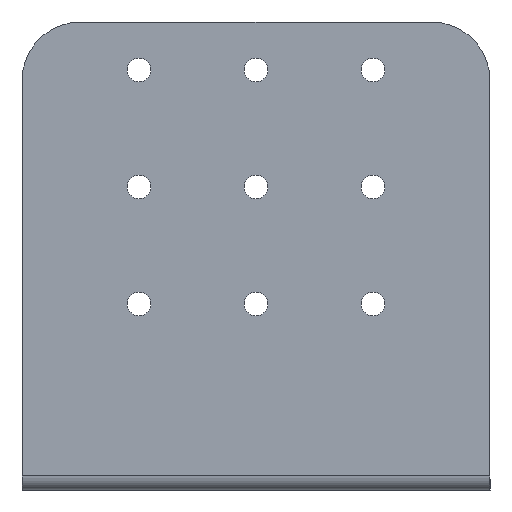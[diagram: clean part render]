
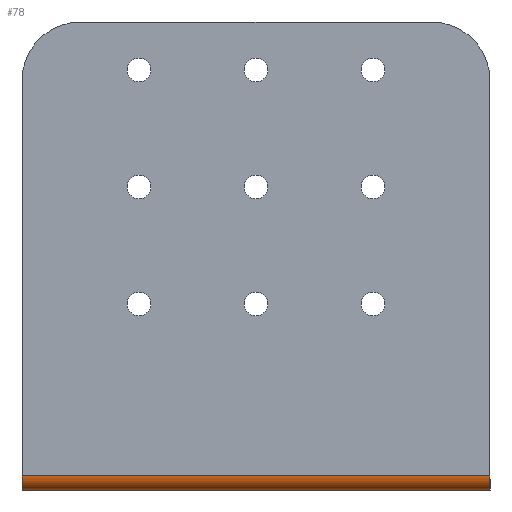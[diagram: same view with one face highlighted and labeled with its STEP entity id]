
A CAD part, left-side view. The second image highlights one B-rep face of the part: STEP entity #78.
In plain terms, the highlighted cylindrical face has radius 3.048 mm (diameter 6.096 mm), a partial arc.
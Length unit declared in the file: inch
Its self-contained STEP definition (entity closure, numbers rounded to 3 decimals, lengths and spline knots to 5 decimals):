
#38 = FACE_OUTER_BOUND ( 'NONE', #485, .T. ) ;
#78 = ADVANCED_FACE ( 'NONE', ( #38 ), #743, .T. ) ;
#82 = DIRECTION ( 'NONE',  ( 0., 1., 0. ) ) ;
#112 = VERTEX_POINT ( 'NONE', #1451 ) ;
#117 = CARTESIAN_POINT ( 'NONE',  ( 0.12, 0., -0.09 ) ) ;
#189 = DIRECTION ( 'NONE',  ( -1., 0., 0. ) ) ;
#191 = CARTESIAN_POINT ( 'NONE',  ( 0.12, 0., 0.03 ) ) ;
#195 = LINE ( 'NONE', #619, #1763 ) ;
#205 = VECTOR ( 'NONE', #1076, 39.37008 ) ;
#247 = EDGE_CURVE ( 'NONE', #1588, #970, #505, .T. ) ;
#302 = DIRECTION ( 'NONE',  ( 0., -1., 0. ) ) ;
#365 = DIRECTION ( 'NONE',  ( 0., 1., 0. ) ) ;
#392 = CARTESIAN_POINT ( 'NONE',  ( 0., 4., 0.03 ) ) ;
#400 = VERTEX_POINT ( 'NONE', #392 ) ;
#451 = ORIENTED_EDGE ( 'NONE', *, *, #247, .F. ) ;
#485 = EDGE_LOOP ( 'NONE', ( #451, #1165, #1859, #1691 ) ) ;
#505 = LINE ( 'NONE', #1091, #205 ) ;
#567 = CIRCLE ( 'NONE', #1641, 0.12 ) ;
#619 = CARTESIAN_POINT ( 'NONE',  ( 0., 4., 0.03 ) ) ;
#687 = AXIS2_PLACEMENT_3D ( 'NONE', #191, #302, #896 ) ;
#743 = CYLINDRICAL_SURFACE ( 'NONE', #779, 0.12 ) ;
#779 = AXIS2_PLACEMENT_3D ( 'NONE', #1169, #862, #189 ) ;
#862 = DIRECTION ( 'NONE',  ( 0., -1., 0. ) ) ;
#896 = DIRECTION ( 'NONE',  ( 0., 0., -1. ) ) ;
#970 = VERTEX_POINT ( 'NONE', #1478 ) ;
#979 = EDGE_CURVE ( 'NONE', #112, #1588, #1368, .T. ) ;
#1076 = DIRECTION ( 'NONE',  ( 0., 1., 0. ) ) ;
#1091 = CARTESIAN_POINT ( 'NONE',  ( 0.12, 0., -0.09 ) ) ;
#1165 = ORIENTED_EDGE ( 'NONE', *, *, #979, .F. ) ;
#1169 = CARTESIAN_POINT ( 'NONE',  ( 0.12, 0., 0.03 ) ) ;
#1368 = CIRCLE ( 'NONE', #687, 0.12 ) ;
#1451 = CARTESIAN_POINT ( 'NONE',  ( 0., 0., 0.03 ) ) ;
#1478 = CARTESIAN_POINT ( 'NONE',  ( 0.12, 4., -0.09 ) ) ;
#1479 = EDGE_CURVE ( 'NONE', #970, #400, #567, .T. ) ;
#1522 = CARTESIAN_POINT ( 'NONE',  ( 0.12, 4., 0.03 ) ) ;
#1588 = VERTEX_POINT ( 'NONE', #117 ) ;
#1641 = AXIS2_PLACEMENT_3D ( 'NONE', #1522, #82, #1663 ) ;
#1663 = DIRECTION ( 'NONE',  ( 0., 0., -1. ) ) ;
#1691 = ORIENTED_EDGE ( 'NONE', *, *, #1479, .F. ) ;
#1763 = VECTOR ( 'NONE', #365, 39.37008 ) ;
#1856 = EDGE_CURVE ( 'NONE', #112, #400, #195, .T. ) ;
#1859 = ORIENTED_EDGE ( 'NONE', *, *, #1856, .T. ) ;
